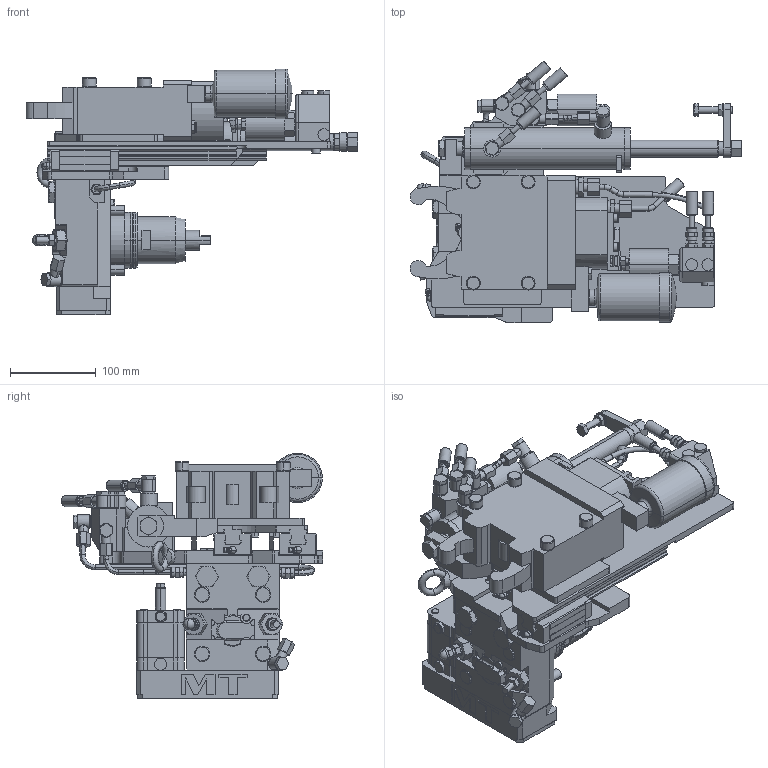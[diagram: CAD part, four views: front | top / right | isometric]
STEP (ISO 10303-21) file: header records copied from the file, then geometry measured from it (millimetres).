
FILE_DESCRIPTION((''),'2;1');
FILE_NAME('NKM0950300_CONF','2023-06-21T09:18:00',('gvalli'),('M.T. srl'),'CREO PARAMETRIC BY PTC INC, 2021072','CREO PARAMETRIC BY PTC INC, 2021072','');
FILE_SCHEMA(('CONFIG_CONTROL_DESIGN'));
Products named in the file (1): NKM0950300_CONF
Bounding box: 386.62 x 304.83 x 286.5 mm (x, y, z)
Volume: 5248523 mm3; surface area: 568296.7 mm2
Topology: 2 solids, 2 shells, 2252 faces, 5729 edges, 3611 vertices
Faces by surface type: plane 1273, cylinder 609, cone 240, torus 108, sphere 18, revolution 2, extrusion 2
Entity records: 75402 total; most frequent: CARTESIAN_POINT 20545, DIRECTION 11504, ORIENTED_EDGE 11430, EDGE_CURVE 5715, AXIS2_PLACEMENT_3D 4062, VERTEX_POINT 3611, VECTOR 3378, LINE 3376
